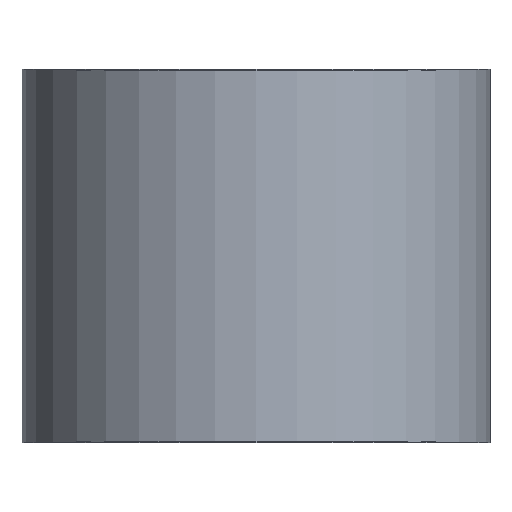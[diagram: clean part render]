
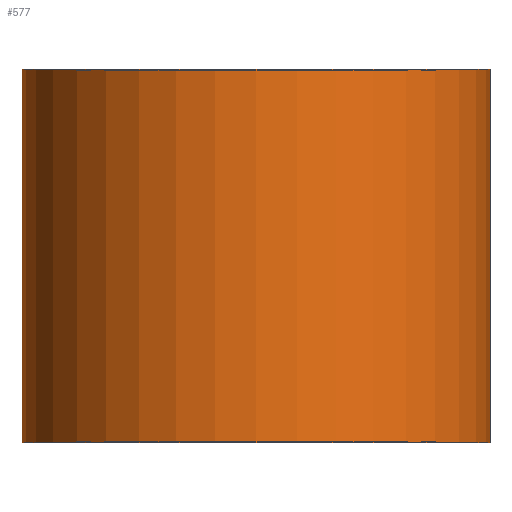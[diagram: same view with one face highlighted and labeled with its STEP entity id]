
A CAD part, front view. The second image highlights one B-rep face of the part: STEP entity #577.
In plain terms, the highlighted cylindrical face has radius 395 mm (diameter 790 mm), a full revolution.
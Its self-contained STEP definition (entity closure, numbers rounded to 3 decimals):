
#3 = CIRCLE ( 'NONE', #682, 395. ) ;
#7 = DIRECTION ( 'NONE',  ( 1., 0., 0. ) ) ;
#49 = VERTEX_POINT ( 'NONE', #665 ) ;
#156 = DIRECTION ( 'NONE',  ( 1., 0., 0. ) ) ;
#306 = CARTESIAN_POINT ( 'NONE',  ( 0., 0., 0. ) ) ;
#314 = FACE_OUTER_BOUND ( 'NONE', #321, .T. ) ;
#316 = VERTEX_POINT ( 'NONE', #507 ) ;
#319 = AXIS2_PLACEMENT_3D ( 'NONE', #323, #973, #896 ) ;
#321 = EDGE_LOOP ( 'NONE', ( #794 ) ) ;
#323 = CARTESIAN_POINT ( 'NONE',  ( 0., 0., 630. ) ) ;
#403 = FACE_OUTER_BOUND ( 'NONE', #465, .T. ) ;
#465 = EDGE_LOOP ( 'NONE', ( #545 ) ) ;
#507 = CARTESIAN_POINT ( 'NONE',  ( 395., 0., 630. ) ) ;
#545 = ORIENTED_EDGE ( 'NONE', *, *, #731, .T. ) ;
#577 = ADVANCED_FACE ( 'NONE', ( #403, #314 ), #1033, .T. ) ;
#634 = EDGE_CURVE ( 'NONE', #316, #316, #687, .T. ) ;
#647 = DIRECTION ( 'NONE',  ( 0., 0., 1. ) ) ;
#665 = CARTESIAN_POINT ( 'NONE',  ( 395., 0., 0. ) ) ;
#682 = AXIS2_PLACEMENT_3D ( 'NONE', #752, #995, #7 ) ;
#687 = CIRCLE ( 'NONE', #319, 395. ) ;
#731 = EDGE_CURVE ( 'NONE', #49, #49, #3, .T. ) ;
#752 = CARTESIAN_POINT ( 'NONE',  ( 0., 0., 0. ) ) ;
#794 = ORIENTED_EDGE ( 'NONE', *, *, #634, .F. ) ;
#896 = DIRECTION ( 'NONE',  ( 1., 0., 0. ) ) ;
#973 = DIRECTION ( 'NONE',  ( 0., 0., 1. ) ) ;
#995 = DIRECTION ( 'NONE',  ( 0., 0., 1. ) ) ;
#1022 = AXIS2_PLACEMENT_3D ( 'NONE', #306, #647, #156 ) ;
#1033 = CYLINDRICAL_SURFACE ( 'NONE', #1022, 395. ) ;
